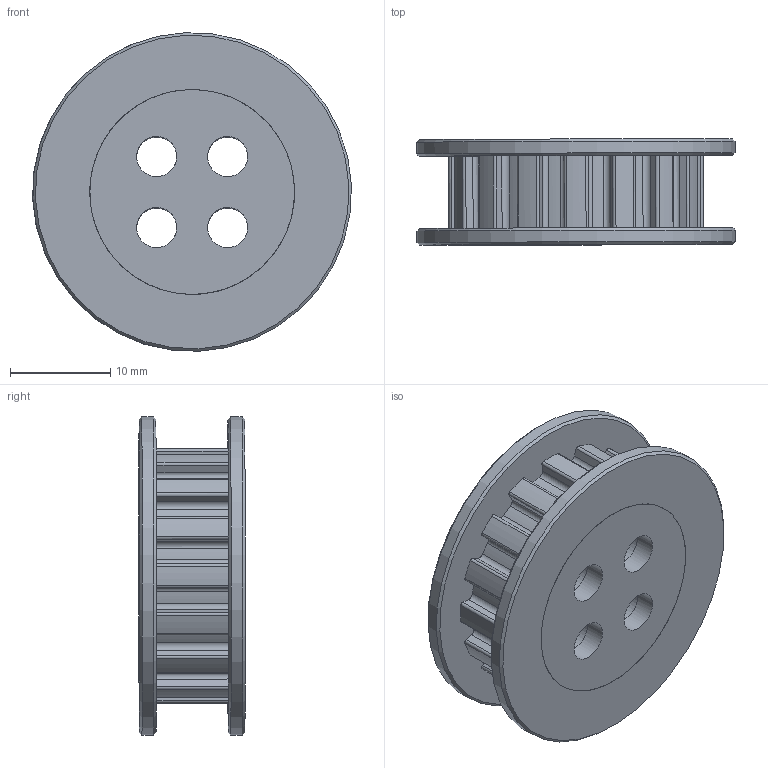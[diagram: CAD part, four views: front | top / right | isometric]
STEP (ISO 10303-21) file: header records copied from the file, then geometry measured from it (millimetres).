
FILE_DESCRIPTION(/* description */ ('','CAx-IF Rec.Pracs.---Representation and Presentation of Product Manufacturing Information (PMI)---4.0---2014-10-13'),/* implementation_level */ '2;1');
FILE_NAME(/* name */ 'mg4005_motor_pulley.step',/* time_stamp */ '2025-03-09T17:15:36-04:00',/* author */ (''),/* organization */ (''),/* preprocessor_version */ 'ST-DEVELOPER v20',/* originating_system */ 'Autodesk Translation Framework v13.20.0.188',/* authorisation */ '');
FILE_SCHEMA (('AP242_MANAGED_MODEL_BASED_3D_ENGINEERING_MIM_LF { 1 0 10303 442 1 1 4 }'));
Length unit declared in the file: millimetre
Products named in the file (6): armatron_7; Wrist Joint; lower_forearm; MotorPulley; PulleyDiff; 3563N16_XL Series Lightweight Timing Belt Pulley
Assembly tree (5 placements, depth 6):
  armatron_7
    Wrist Joint
      lower_forearm
        MotorPulley
          PulleyDiff
            3563N16_XL Series Lightweight Timing Belt Pulley
Bounding box: 31.75 x 10.6 x 31.73 mm (x, y, z)
Volume: 5300.8 mm3; surface area: 4617.1 mm2
Topology: 2 solids, 2 shells, 151 faces, 428 edges, 284 vertices
Faces by surface type: cylinder 108, plane 39, cone 4
Full cylindrical faces by diameter (mm): 4 x8, 20.4 x2, 31.75 x2
Entity records: 5204 total; most frequent: DIRECTION 972, CARTESIAN_POINT 874, ORIENTED_EDGE 856, EDGE_CURVE 428, AXIS2_PLACEMENT_3D 382, VERTEX_POINT 284, CIRCLE 210, LINE 208
